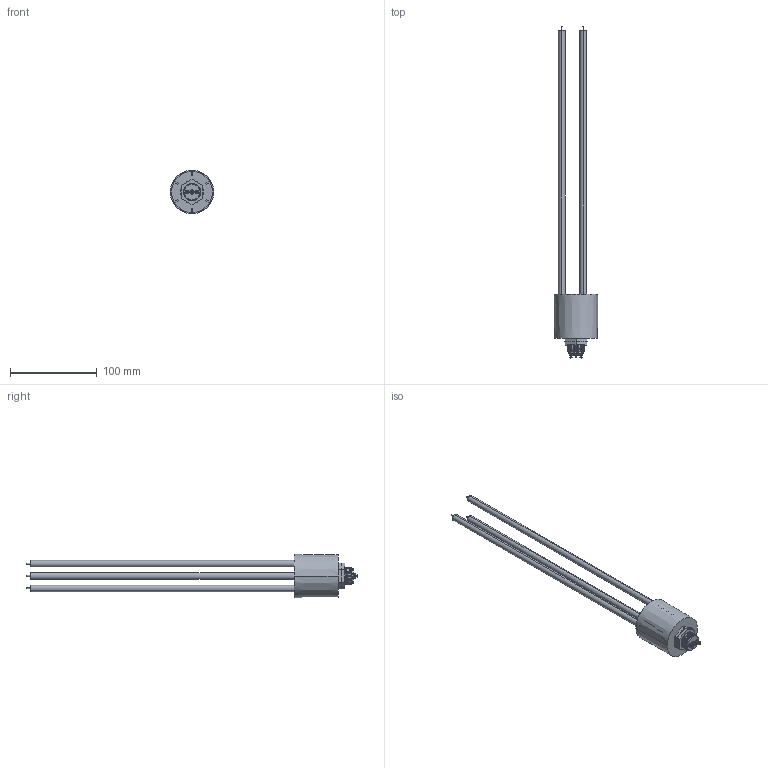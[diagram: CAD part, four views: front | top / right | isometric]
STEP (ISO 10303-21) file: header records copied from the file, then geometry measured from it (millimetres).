
FILE_DESCRIPTION (( 'STEP AP214' ), '1' );
FILE_NAME ('G62C_step_101113.STEP', '2013-10-11T18:44:53', ( 'User' ), ( '' ), 'SwSTEP 2.0', 'SolidWorks 2013', '' );
FILE_SCHEMA (( 'AUTOMOTIVE_DESIGN' ));
Length unit declared in the file: inch
Products named in the file (1): G62C_step_101113
Bounding box: 50.42 x 383.63 x 50.42 mm (x, y, z)
Volume: 66002.5 mm3; surface area: 57392.7 mm2
Topology: 13 solids, 15 shells, 477 faces, 1192 edges, 782 vertices
Faces by surface type: plane 218, cylinder 152, bspline 75, cone 23, sphere 7, torus 2
Entity records: 28018 total; most frequent: CARTESIAN_POINT 10942, ORIENTED_EDGE 2384, DIRECTION 1923, EDGE_CURVE 1192, VERTEX_POINT 782, AXIS2_PLACEMENT_3D 645, LINE 633, VECTOR 633
